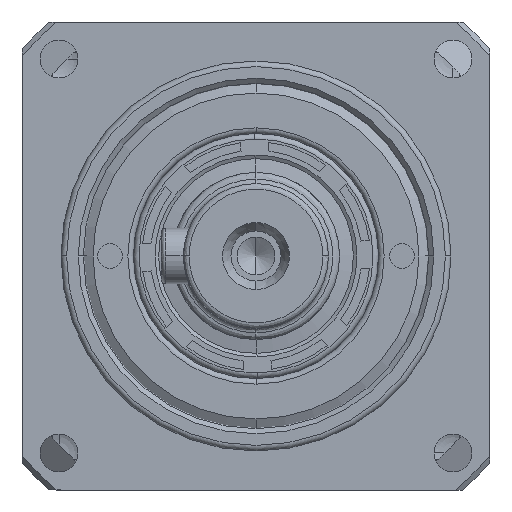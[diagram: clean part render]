
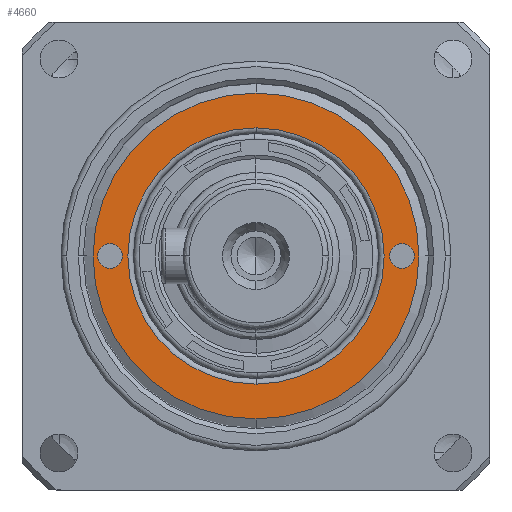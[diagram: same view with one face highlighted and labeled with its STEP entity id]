
A CAD part, left-side view. The second image highlights one B-rep face of the part: STEP entity #4660.
In plain terms, the highlighted face is planar.
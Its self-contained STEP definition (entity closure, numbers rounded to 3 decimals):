
#284 = DIRECTION ( 'NONE',  ( 0.991, 0.13, 0.02 ) ) ;
#486 = VERTEX_POINT ( 'NONE', #4278 ) ;
#676 = ORIENTED_EDGE ( 'NONE', *, *, #6492, .F. ) ;
#1027 = FACE_BOUND ( 'NONE', #5744, .T. ) ;
#1345 = CARTESIAN_POINT ( 'NONE',  ( -22.281, 21.82, 10.935 ) ) ;
#1733 = DIRECTION ( 'NONE',  ( 0.991, 0.13, 0.02 ) ) ;
#2394 = DIRECTION ( 'NONE',  ( 0.02, 0.001, -1. ) ) ;
#2890 = CIRCLE ( 'NONE', #4472, 11.5 ) ;
#3074 = AXIS2_PLACEMENT_3D ( 'NONE', #17267, #6496, #12798 ) ;
#3383 = DIRECTION ( 'NONE',  ( -0.02, -0.001, 1. ) ) ;
#3801 = CARTESIAN_POINT ( 'NONE',  ( -20.385, 7.318, 10.954 ) ) ;
#4097 = DIRECTION ( 'NONE',  ( 0.991, 0.13, 0.02 ) ) ;
#4278 = CARTESIAN_POINT ( 'NONE',  ( -20.153, 7.333, -0.544 ) ) ;
#4402 = VERTEX_POINT ( 'NONE', #9497 ) ;
#4472 = AXIS2_PLACEMENT_3D ( 'NONE', #18315, #284, #4763 ) ;
#4504 = CIRCLE ( 'NONE', #11739, 1.1 ) ;
#4660 = ADVANCED_FACE ( 'NONE', ( #16296, #8683, #1027, #7079 ), #11723, .T. ) ;
#4763 = DIRECTION ( 'NONE',  ( 0.02, 0.001, -1. ) ) ;
#4873 = DIRECTION ( 'NONE',  ( 0.02, 0.001, -1. ) ) ;
#4979 = CIRCLE ( 'NONE', #3074, 1.1 ) ;
#4986 = ORIENTED_EDGE ( 'NONE', *, *, #17841, .F. ) ;
#5008 = CARTESIAN_POINT ( 'NONE',  ( -20.385, 7.318, 10.954 ) ) ;
#5048 = CIRCLE ( 'NONE', #6626, 1.1 ) ;
#5129 = EDGE_LOOP ( 'NONE', ( #676, #16630 ) ) ;
#5744 = EDGE_LOOP ( 'NONE', ( #12910, #12190 ) ) ;
#6354 = DIRECTION ( 'NONE',  ( -0.991, -0.13, -0.02 ) ) ;
#6389 = DIRECTION ( 'NONE',  ( -0.991, -0.13, -0.02 ) ) ;
#6492 = EDGE_CURVE ( 'NONE', #11006, #17556, #17931, .T. ) ;
#6496 = DIRECTION ( 'NONE',  ( -0.991, -0.13, -0.02 ) ) ;
#6626 = AXIS2_PLACEMENT_3D ( 'NONE', #13876, #6354, #3383 ) ;
#6638 = AXIS2_PLACEMENT_3D ( 'NONE', #18440, #18348, #4873 ) ;
#6938 = VERTEX_POINT ( 'NONE', #7853 ) ;
#7005 = CARTESIAN_POINT ( 'NONE',  ( -18.708, -5.673, 12.071 ) ) ;
#7079 = FACE_OUTER_BOUND ( 'NONE', #5129, .T. ) ;
#7595 = EDGE_LOOP ( 'NONE', ( #4986, #10954 ) ) ;
#7853 = CARTESIAN_POINT ( 'NONE',  ( -22.106, 20.306, 12.037 ) ) ;
#8065 = EDGE_CURVE ( 'NONE', #17556, #11006, #11636, .T. ) ;
#8398 = EDGE_CURVE ( 'NONE', #4402, #6938, #5048, .T. ) ;
#8578 = DIRECTION ( 'NONE',  ( -0.02, -0.001, 1. ) ) ;
#8673 = DIRECTION ( 'NONE',  ( -0.991, -0.13, -0.02 ) ) ;
#8683 = FACE_BOUND ( 'NONE', #15486, .T. ) ;
#8797 = CARTESIAN_POINT ( 'NONE',  ( -20.679, 7.299, 25.576 ) ) ;
#9277 = CARTESIAN_POINT ( 'NONE',  ( -20.616, 7.303, 22.452 ) ) ;
#9497 = CARTESIAN_POINT ( 'NONE',  ( -22.061, 20.309, 9.837 ) ) ;
#10268 = EDGE_CURVE ( 'NONE', #486, #11732, #2890, .T. ) ;
#10954 = ORIENTED_EDGE ( 'NONE', *, *, #14835, .F. ) ;
#11006 = VERTEX_POINT ( 'NONE', #13690 ) ;
#11167 = EDGE_CURVE ( 'NONE', #11732, #486, #15184, .T. ) ;
#11513 = AXIS2_PLACEMENT_3D ( 'NONE', #13710, #6389, #12402 ) ;
#11606 = AXIS2_PLACEMENT_3D ( 'NONE', #1345, #14818, #13115 ) ;
#11636 = CIRCLE ( 'NONE', #11955, 14.625 ) ;
#11723 = PLANE ( 'NONE',  #11606 ) ;
#11732 = VERTEX_POINT ( 'NONE', #9277 ) ;
#11739 = AXIS2_PLACEMENT_3D ( 'NONE', #18975, #8673, #8578 ) ;
#11820 = VERTEX_POINT ( 'NONE', #17097 ) ;
#11955 = AXIS2_PLACEMENT_3D ( 'NONE', #5008, #1733, #17080 ) ;
#12190 = ORIENTED_EDGE ( 'NONE', *, *, #11167, .T. ) ;
#12402 = DIRECTION ( 'NONE',  ( -0.02, -0.001, 1. ) ) ;
#12798 = DIRECTION ( 'NONE',  ( -0.02, -0.001, 1. ) ) ;
#12910 = ORIENTED_EDGE ( 'NONE', *, *, #10268, .T. ) ;
#13115 = DIRECTION ( 'NONE',  ( -0.02, -0.001, 1. ) ) ;
#13517 = EDGE_CURVE ( 'NONE', #6938, #4402, #4979, .T. ) ;
#13690 = CARTESIAN_POINT ( 'NONE',  ( -20.09, 7.337, -3.668 ) ) ;
#13710 = CARTESIAN_POINT ( 'NONE',  ( -18.685, -5.671, 10.971 ) ) ;
#13876 = CARTESIAN_POINT ( 'NONE',  ( -22.084, 20.308, 10.937 ) ) ;
#14438 = AXIS2_PLACEMENT_3D ( 'NONE', #3801, #4097, #2394 ) ;
#14818 = DIRECTION ( 'NONE',  ( -0.991, -0.13, -0.02 ) ) ;
#14835 = EDGE_CURVE ( 'NONE', #11820, #19092, #17217, .T. ) ;
#15184 = CIRCLE ( 'NONE', #6638, 11.5 ) ;
#15486 = EDGE_LOOP ( 'NONE', ( #18774, #17631 ) ) ;
#16296 = FACE_BOUND ( 'NONE', #7595, .T. ) ;
#16630 = ORIENTED_EDGE ( 'NONE', *, *, #8065, .F. ) ;
#17080 = DIRECTION ( 'NONE',  ( 0.02, 0.001, -1. ) ) ;
#17097 = CARTESIAN_POINT ( 'NONE',  ( -18.663, -5.67, 9.871 ) ) ;
#17217 = CIRCLE ( 'NONE', #11513, 1.1 ) ;
#17267 = CARTESIAN_POINT ( 'NONE',  ( -22.084, 20.308, 10.937 ) ) ;
#17556 = VERTEX_POINT ( 'NONE', #8797 ) ;
#17631 = ORIENTED_EDGE ( 'NONE', *, *, #8398, .F. ) ;
#17841 = EDGE_CURVE ( 'NONE', #19092, #11820, #4504, .T. ) ;
#17931 = CIRCLE ( 'NONE', #14438, 14.625 ) ;
#18315 = CARTESIAN_POINT ( 'NONE',  ( -20.385, 7.318, 10.954 ) ) ;
#18348 = DIRECTION ( 'NONE',  ( 0.991, 0.13, 0.02 ) ) ;
#18440 = CARTESIAN_POINT ( 'NONE',  ( -20.385, 7.318, 10.954 ) ) ;
#18774 = ORIENTED_EDGE ( 'NONE', *, *, #13517, .F. ) ;
#18975 = CARTESIAN_POINT ( 'NONE',  ( -18.685, -5.671, 10.971 ) ) ;
#19092 = VERTEX_POINT ( 'NONE', #7005 ) ;
